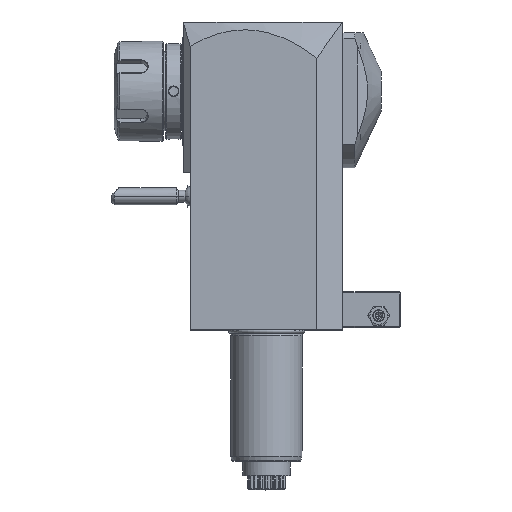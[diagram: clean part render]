
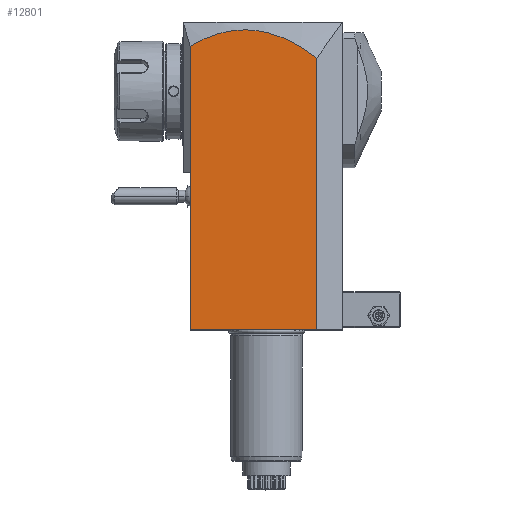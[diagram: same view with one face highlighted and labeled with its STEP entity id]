
A CAD part, top view. The second image highlights one B-rep face of the part: STEP entity #12801.
In plain terms, the highlighted planar face has unit normal (0, 0, 1).
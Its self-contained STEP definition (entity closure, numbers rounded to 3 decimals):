
#13=DIRECTION('',(-1.,0.,0.));
#14=VECTOR('',#13,53.);
#15=CARTESIAN_POINT('',(21.,0.,32.));
#16=LINE('',#15,#14);
#282=DIRECTION('',(0.,-1.,0.));
#283=VECTOR('',#282,66.);
#284=CARTESIAN_POINT('',(-32.,66.,32.));
#285=LINE('',#284,#283);
#286=DIRECTION('',(0.,-1.,0.));
#287=VECTOR('',#286,52.883);
#288=CARTESIAN_POINT('',(-32.,118.883,32.));
#289=LINE('',#288,#287);
#290=CARTESIAN_POINT('',(21.,113.907,32.));
#291=CARTESIAN_POINT('',(16.774,117.25,32.));
#292=CARTESIAN_POINT('',(8.233,122.551,32.));
#293=CARTESIAN_POINT('',(-2.677,125.613,32.));
#294=CARTESIAN_POINT('',(-11.551,125.816,32.));
#295=CARTESIAN_POINT('',(-18.282,124.806,32.));
#296=CARTESIAN_POINT('',(-25.093,122.588,32.));
#297=CARTESIAN_POINT('',(-29.688,120.266,32.));
#298=CARTESIAN_POINT('',(-32.,118.883,32.));
#300=DIRECTION('',(0.,1.,0.));
#301=VECTOR('',#300,113.907);
#302=CARTESIAN_POINT('',(21.,0.,32.));
#303=LINE('',#302,#301);
#11824=VERTEX_POINT('',#290);
#11825=VERTEX_POINT('',#298);
#12201=CARTESIAN_POINT('',(21.,0.,32.));
#12202=VERTEX_POINT('',#12201);
#12203=CARTESIAN_POINT('',(-32.,0.,32.));
#12204=VERTEX_POINT('',#12203);
#12537=CARTESIAN_POINT('',(-32.,66.,32.));
#12538=VERTEX_POINT('',#12537);
#12787=CARTESIAN_POINT('',(-35.103,66.,32.));
#12788=DIRECTION('',(0.,0.,1.));
#12789=DIRECTION('',(1.,0.,0.));
#12790=AXIS2_PLACEMENT_3D('',#12787,#12788,#12789);
#12791=PLANE('',#12790);
#12793=ORIENTED_EDGE('',*,*,#12792,.F.);
#12794=ORIENTED_EDGE('',*,*,#12562,.T.);
#12795=ORIENTED_EDGE('',*,*,#12772,.F.);
#12796=ORIENTED_EDGE('',*,*,#12748,.F.);
#12798=ORIENTED_EDGE('',*,*,#12797,.F.);
#12799=EDGE_LOOP('',(#12793,#12794,#12795,#12796,#12798));
#12800=FACE_OUTER_BOUND('',#12799,.F.);
#299=B_SPLINE_CURVE_WITH_KNOTS('',3,(#290,#291,#292,#293,#294,#295,#296,#297,
#298),.UNSPECIFIED.,.F.,.F.,(4,1,1,1,1,1,4),(0.,0.25,0.5,0.625,0.75,
0.875,1.),.UNSPECIFIED.);
#12562=EDGE_CURVE('',#12202,#12204,#16,.T.);
#12748=EDGE_CURVE('',#11825,#12538,#289,.T.);
#12772=EDGE_CURVE('',#12538,#12204,#285,.T.);
#12792=EDGE_CURVE('',#12202,#11824,#303,.T.);
#12797=EDGE_CURVE('',#11824,#11825,#299,.T.);
#12801=ADVANCED_FACE('',(#12800),#12791,.T.);
